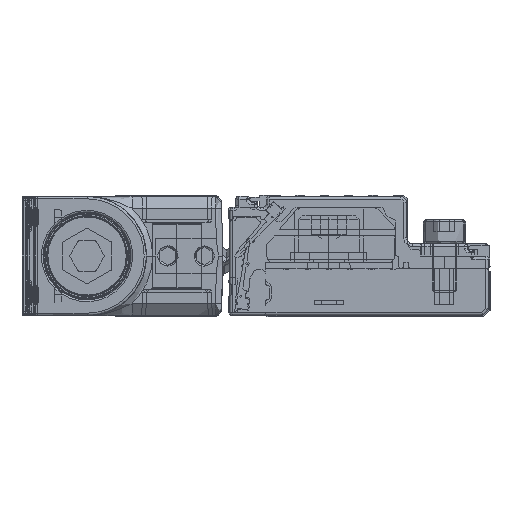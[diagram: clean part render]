
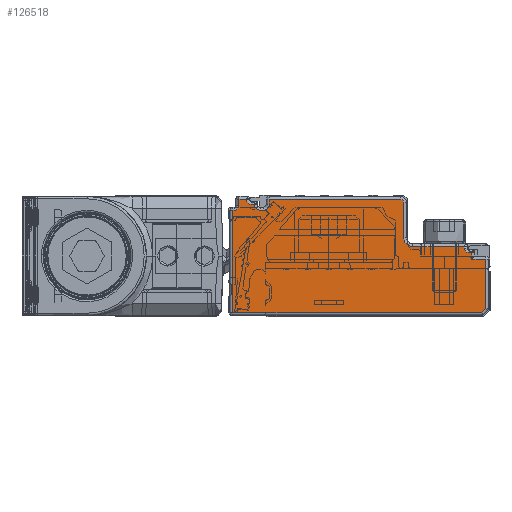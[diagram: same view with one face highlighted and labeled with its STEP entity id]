
A CAD part, left-side view. The second image highlights one B-rep face of the part: STEP entity #126518.
In plain terms, the highlighted planar face has unit normal (-1, 0, 0).
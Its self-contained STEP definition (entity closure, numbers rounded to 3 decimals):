
#126236=AXIS2_PLACEMENT_3D('Circle Axis2P3D',#126234,#126235,$) ;
#126375=AXIS2_PLACEMENT_3D('Plane Axis2P3D',#126372,#126373,#126374) ;
#126398=AXIS2_PLACEMENT_3D('Circle Axis2P3D',#126396,#126397,$) ;
#126412=AXIS2_PLACEMENT_3D('Circle Axis2P3D',#126410,#126411,$) ;
#126433=AXIS2_PLACEMENT_3D('Circle Axis2P3D',#126431,#126432,$) ;
#126447=AXIS2_PLACEMENT_3D('Circle Axis2P3D',#126445,#126446,$) ;
#126461=AXIS2_PLACEMENT_3D('Circle Axis2P3D',#126459,#126460,$) ;
#126482=AXIS2_PLACEMENT_3D('Circle Axis2P3D',#126480,#126481,$) ;
#121673=CARTESIAN_POINT('Vertex',(-3878.,42.3,-7.3)) ;
#121676=CARTESIAN_POINT('Line Origine',(-3878.,42.3,2.)) ;
#121680=CARTESIAN_POINT('Vertex',(-3878.,42.3,9.5)) ;
#122004=CARTESIAN_POINT('Vertex',(-3878.,1.407,-7.3)) ;
#122007=CARTESIAN_POINT('Line Origine',(-3878.,23.168,-7.3)) ;
#122044=CARTESIAN_POINT('Vertex',(-3878.,0.7,-6.593)) ;
#122047=CARTESIAN_POINT('Line Origine',(-3878.,-1.246,-4.646)) ;
#122084=CARTESIAN_POINT('Vertex',(-3878.,0.7,1.5)) ;
#122087=CARTESIAN_POINT('Line Origine',(-3878.,0.7,2.)) ;
#126151=CARTESIAN_POINT('Vertex',(-3878.,3.,2.5)) ;
#126207=CARTESIAN_POINT('Vertex',(-3878.,3.4,2.5)) ;
#126210=CARTESIAN_POINT('Line Origine',(-3878.,21.5,2.5)) ;
#126231=CARTESIAN_POINT('Vertex',(-3878.,4.2,3.3)) ;
#126234=CARTESIAN_POINT('Axis2P3D Location',(-3878.,3.4,3.3)) ;
#126357=CARTESIAN_POINT('Vertex',(-3878.,3.,1.5)) ;
#126360=CARTESIAN_POINT('Line Origine',(-3878.,21.5,1.5)) ;
#126372=CARTESIAN_POINT('Axis2P3D Location',(-3878.,0.2,-7.8)) ;
#126377=CARTESIAN_POINT('Line Origine',(-3878.,3.,2.)) ;
#126382=CARTESIAN_POINT('Line Origine',(-3878.,4.2,3.4)) ;
#126386=CARTESIAN_POINT('Vertex',(-3878.,4.2,3.5)) ;
#126389=CARTESIAN_POINT('Line Origine',(-3878.,8.45,3.5)) ;
#126393=CARTESIAN_POINT('Vertex',(-3878.,12.7,3.5)) ;
#126396=CARTESIAN_POINT('Axis2P3D Location',(-3878.,12.7,5.)) ;
#126400=CARTESIAN_POINT('Vertex',(-3878.,14.2,5.)) ;
#126403=CARTESIAN_POINT('Line Origine',(-3878.,14.2,7.9)) ;
#126407=CARTESIAN_POINT('Vertex',(-3878.,14.2,10.8)) ;
#126410=CARTESIAN_POINT('Axis2P3D Location',(-3878.,14.7,10.8)) ;
#126414=CARTESIAN_POINT('Vertex',(-3878.,14.7,11.3)) ;
#126417=CARTESIAN_POINT('Line Origine',(-3878.,25.5,11.3)) ;
#126421=CARTESIAN_POINT('Vertex',(-3878.,36.3,11.3)) ;
#126424=CARTESIAN_POINT('Line Origine',(-3878.,36.3,10.9)) ;
#126428=CARTESIAN_POINT('Vertex',(-3878.,36.3,10.5)) ;
#126431=CARTESIAN_POINT('Axis2P3D Location',(-3878.,37.3,10.5)) ;
#126435=CARTESIAN_POINT('Vertex',(-3878.,37.3,9.5)) ;
#126438=CARTESIAN_POINT('Line Origine',(-3878.,37.55,9.5)) ;
#126442=CARTESIAN_POINT('Vertex',(-3878.,37.8,9.5)) ;
#126445=CARTESIAN_POINT('Axis2P3D Location',(-3878.,37.8,10.5)) ;
#126449=CARTESIAN_POINT('Vertex',(-3878.,38.8,10.5)) ;
#126452=CARTESIAN_POINT('Line Origine',(-3878.,39.05,10.5)) ;
#126456=CARTESIAN_POINT('Vertex',(-3878.,39.3,10.5)) ;
#126459=CARTESIAN_POINT('Axis2P3D Location',(-3878.,39.3,11.3)) ;
#126463=CARTESIAN_POINT('Vertex',(-3878.,40.1,11.3)) ;
#126466=CARTESIAN_POINT('Line Origine',(-3878.,40.7,11.3)) ;
#126470=CARTESIAN_POINT('Vertex',(-3878.,41.3,11.3)) ;
#126473=CARTESIAN_POINT('Line Origine',(-3878.,41.3,10.8)) ;
#126477=CARTESIAN_POINT('Vertex',(-3878.,41.3,10.3)) ;
#126480=CARTESIAN_POINT('Axis2P3D Location',(-3878.,42.1,10.3)) ;
#126484=CARTESIAN_POINT('Vertex',(-3878.,42.1,9.5)) ;
#126487=CARTESIAN_POINT('Line Origine',(-3878.,42.2,9.5)) ;
#121677=DIRECTION('Vector Direction',(0.,0.,1.)) ;
#122008=DIRECTION('Vector Direction',(0.,1.,0.)) ;
#122048=DIRECTION('Vector Direction',(0.,0.707,-0.707)) ;
#122088=DIRECTION('Vector Direction',(0.,0.,-1.)) ;
#126211=DIRECTION('Vector Direction',(0.,-1.,0.)) ;
#126235=DIRECTION('Axis2P3D Direction',(1.,0.,0.)) ;
#126361=DIRECTION('Vector Direction',(0.,-1.,0.)) ;
#126373=DIRECTION('Axis2P3D Direction',(-1.,0.,0.)) ;
#126374=DIRECTION('Axis2P3D XDirection',(0.,0.,1.)) ;
#126378=DIRECTION('Vector Direction',(0.,0.,1.)) ;
#126383=DIRECTION('Vector Direction',(0.,0.,-1.)) ;
#126390=DIRECTION('Vector Direction',(0.,1.,0.)) ;
#126397=DIRECTION('Axis2P3D Direction',(-1.,0.,0.)) ;
#126404=DIRECTION('Vector Direction',(0.,0.,1.)) ;
#126411=DIRECTION('Axis2P3D Direction',(-1.,0.,0.)) ;
#126418=DIRECTION('Vector Direction',(0.,1.,0.)) ;
#126425=DIRECTION('Vector Direction',(0.,0.,-1.)) ;
#126432=DIRECTION('Axis2P3D Direction',(-1.,0.,0.)) ;
#126439=DIRECTION('Vector Direction',(0.,1.,0.)) ;
#126446=DIRECTION('Axis2P3D Direction',(-1.,0.,0.)) ;
#126453=DIRECTION('Vector Direction',(0.,-1.,0.)) ;
#126460=DIRECTION('Axis2P3D Direction',(-1.,0.,0.)) ;
#126467=DIRECTION('Vector Direction',(0.,1.,0.)) ;
#126474=DIRECTION('Vector Direction',(0.,0.,-1.)) ;
#126481=DIRECTION('Axis2P3D Direction',(-1.,0.,0.)) ;
#126488=DIRECTION('Vector Direction',(0.,1.,0.)) ;
#121678=VECTOR('Line Direction',#121677,1.) ;
#122009=VECTOR('Line Direction',#122008,1.) ;
#122049=VECTOR('Line Direction',#122048,1.) ;
#122089=VECTOR('Line Direction',#122088,1.) ;
#126212=VECTOR('Line Direction',#126211,1.) ;
#126362=VECTOR('Line Direction',#126361,1.) ;
#126379=VECTOR('Line Direction',#126378,1.) ;
#126384=VECTOR('Line Direction',#126383,1.) ;
#126391=VECTOR('Line Direction',#126390,1.) ;
#126405=VECTOR('Line Direction',#126404,1.) ;
#126419=VECTOR('Line Direction',#126418,1.) ;
#126426=VECTOR('Line Direction',#126425,1.) ;
#126440=VECTOR('Line Direction',#126439,1.) ;
#126454=VECTOR('Line Direction',#126453,1.) ;
#126468=VECTOR('Line Direction',#126467,1.) ;
#126475=VECTOR('Line Direction',#126474,1.) ;
#126489=VECTOR('Line Direction',#126488,1.) ;
#126493=ORIENTED_EDGE('',*,*,#126381,.T.) ;
#126494=ORIENTED_EDGE('',*,*,#126214,.T.) ;
#126495=ORIENTED_EDGE('',*,*,#126238,.T.) ;
#126496=ORIENTED_EDGE('',*,*,#126388,.T.) ;
#126497=ORIENTED_EDGE('',*,*,#126395,.T.) ;
#126498=ORIENTED_EDGE('',*,*,#126402,.T.) ;
#126499=ORIENTED_EDGE('',*,*,#126409,.T.) ;
#126500=ORIENTED_EDGE('',*,*,#126416,.T.) ;
#126501=ORIENTED_EDGE('',*,*,#126423,.T.) ;
#126502=ORIENTED_EDGE('',*,*,#126430,.T.) ;
#126503=ORIENTED_EDGE('',*,*,#126437,.T.) ;
#126504=ORIENTED_EDGE('',*,*,#126444,.T.) ;
#126505=ORIENTED_EDGE('',*,*,#126451,.T.) ;
#126506=ORIENTED_EDGE('',*,*,#126458,.T.) ;
#126507=ORIENTED_EDGE('',*,*,#126465,.T.) ;
#126508=ORIENTED_EDGE('',*,*,#126472,.T.) ;
#126509=ORIENTED_EDGE('',*,*,#126479,.T.) ;
#126510=ORIENTED_EDGE('',*,*,#126486,.T.) ;
#126511=ORIENTED_EDGE('',*,*,#126491,.T.) ;
#126512=ORIENTED_EDGE('',*,*,#121682,.T.) ;
#126513=ORIENTED_EDGE('',*,*,#122011,.T.) ;
#126514=ORIENTED_EDGE('',*,*,#122051,.T.) ;
#126515=ORIENTED_EDGE('',*,*,#122091,.T.) ;
#126516=ORIENTED_EDGE('',*,*,#126364,.T.) ;
#126518=ADVANCED_FACE('\X2\FF8AFF9FFF70FF82\X0\ \X2\FF8EFF9EFF83FF9EFF68FF70\X0\',(#126517),#126376,.T.) ;
#126237=CIRCLE('generated circle',#126236,0.8) ;
#126399=CIRCLE('generated circle',#126398,1.5) ;
#126413=CIRCLE('generated circle',#126412,0.5) ;
#126434=CIRCLE('generated circle',#126433,1.) ;
#126448=CIRCLE('generated circle',#126447,1.) ;
#126462=CIRCLE('generated circle',#126461,0.8) ;
#126483=CIRCLE('generated circle',#126482,0.8) ;
#121682=EDGE_CURVE('',#121681,#121674,#121679,.F.) ;
#122011=EDGE_CURVE('',#121674,#122005,#122010,.F.) ;
#122051=EDGE_CURVE('',#122005,#122045,#122050,.F.) ;
#122091=EDGE_CURVE('',#122045,#122085,#122090,.F.) ;
#126214=EDGE_CURVE('',#126152,#126208,#126213,.F.) ;
#126238=EDGE_CURVE('',#126208,#126232,#126237,.T.) ;
#126364=EDGE_CURVE('',#122085,#126358,#126363,.F.) ;
#126381=EDGE_CURVE('',#126358,#126152,#126380,.T.) ;
#126388=EDGE_CURVE('',#126232,#126387,#126385,.F.) ;
#126395=EDGE_CURVE('',#126387,#126394,#126392,.T.) ;
#126402=EDGE_CURVE('',#126394,#126401,#126399,.F.) ;
#126409=EDGE_CURVE('',#126401,#126408,#126406,.T.) ;
#126416=EDGE_CURVE('',#126408,#126415,#126413,.T.) ;
#126423=EDGE_CURVE('',#126415,#126422,#126420,.T.) ;
#126430=EDGE_CURVE('',#126422,#126429,#126427,.T.) ;
#126437=EDGE_CURVE('',#126429,#126436,#126434,.F.) ;
#126444=EDGE_CURVE('',#126436,#126443,#126441,.T.) ;
#126451=EDGE_CURVE('',#126443,#126450,#126448,.F.) ;
#126458=EDGE_CURVE('',#126450,#126457,#126455,.F.) ;
#126465=EDGE_CURVE('',#126457,#126464,#126462,.F.) ;
#126472=EDGE_CURVE('',#126464,#126471,#126469,.T.) ;
#126479=EDGE_CURVE('',#126471,#126478,#126476,.T.) ;
#126486=EDGE_CURVE('',#126478,#126485,#126483,.F.) ;
#126491=EDGE_CURVE('',#126485,#121681,#126490,.T.) ;
#126492=EDGE_LOOP('',(#126493,#126494,#126495,#126496,#126497,#126498,#126499,#126500,#126501,#126502,#126503,#126504,#126505,#126506,#126507,#126508,#126509,#126510,#126511,#126512,#126513,#126514,#126515,#126516)) ;
#126517=FACE_OUTER_BOUND('',#126492,.T.) ;
#121679=LINE('Line',#121676,#121678) ;
#122010=LINE('Line',#122007,#122009) ;
#122050=LINE('Line',#122047,#122049) ;
#122090=LINE('Line',#122087,#122089) ;
#126213=LINE('Line',#126210,#126212) ;
#126363=LINE('Line',#126360,#126362) ;
#126380=LINE('Line',#126377,#126379) ;
#126385=LINE('Line',#126382,#126384) ;
#126392=LINE('Line',#126389,#126391) ;
#126406=LINE('Line',#126403,#126405) ;
#126420=LINE('Line',#126417,#126419) ;
#126427=LINE('Line',#126424,#126426) ;
#126441=LINE('Line',#126438,#126440) ;
#126455=LINE('Line',#126452,#126454) ;
#126469=LINE('Line',#126466,#126468) ;
#126476=LINE('Line',#126473,#126475) ;
#126490=LINE('Line',#126487,#126489) ;
#126376=PLANE('',#126375) ;
#121674=VERTEX_POINT('',#121673) ;
#121681=VERTEX_POINT('',#121680) ;
#122005=VERTEX_POINT('',#122004) ;
#122045=VERTEX_POINT('',#122044) ;
#122085=VERTEX_POINT('',#122084) ;
#126152=VERTEX_POINT('',#126151) ;
#126208=VERTEX_POINT('',#126207) ;
#126232=VERTEX_POINT('',#126231) ;
#126358=VERTEX_POINT('',#126357) ;
#126387=VERTEX_POINT('',#126386) ;
#126394=VERTEX_POINT('',#126393) ;
#126401=VERTEX_POINT('',#126400) ;
#126408=VERTEX_POINT('',#126407) ;
#126415=VERTEX_POINT('',#126414) ;
#126422=VERTEX_POINT('',#126421) ;
#126429=VERTEX_POINT('',#126428) ;
#126436=VERTEX_POINT('',#126435) ;
#126443=VERTEX_POINT('',#126442) ;
#126450=VERTEX_POINT('',#126449) ;
#126457=VERTEX_POINT('',#126456) ;
#126464=VERTEX_POINT('',#126463) ;
#126471=VERTEX_POINT('',#126470) ;
#126478=VERTEX_POINT('',#126477) ;
#126485=VERTEX_POINT('',#126484) ;
